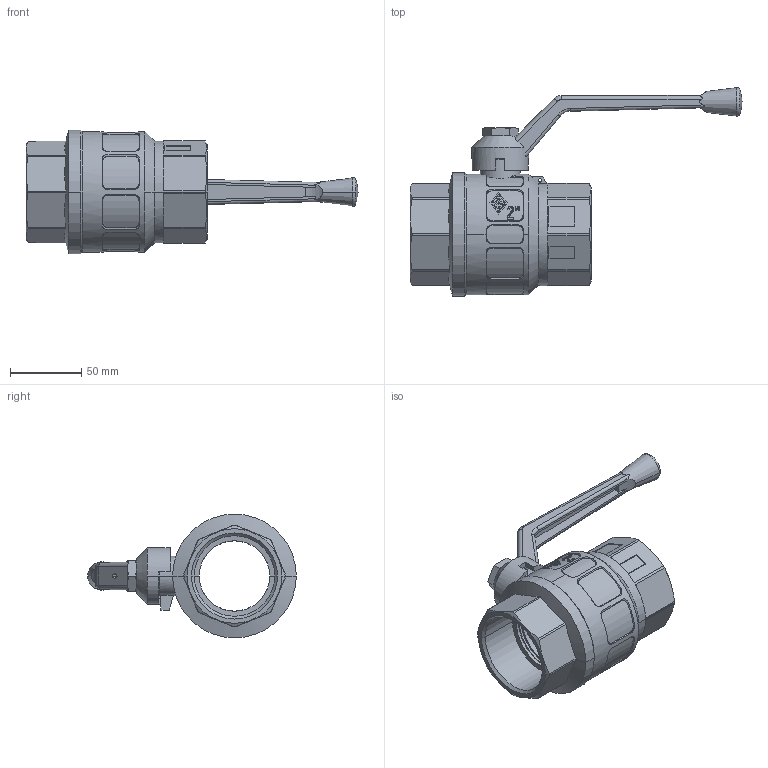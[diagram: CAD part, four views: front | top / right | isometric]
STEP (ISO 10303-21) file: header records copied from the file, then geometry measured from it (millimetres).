
FILE_DESCRIPTION(('Creo Elements/Direct Modeling STEP Export'),'2;1');
FILE_NAME('9010100000.stp','2014-09-30T11:37:36',(''),(''),'Creo Elements/Direct Modeling STEP processor for AP214 (Solid Model)','Creo Elements/Direct Modeling 17.0F 20-Aug-2012 (C) Parametric Technology GmbH','');
FILE_SCHEMA(('AUTOMOTIVE_DESIGN { 1 0 10303 214 1 1 1 1 }'));
Length unit declared in the file: millimetre
Products named in the file (2): 9010100000
Assembly tree (1 placements, depth 2):
  9010100000
    9010100000
Bounding box: 233.5 x 146.73 x 87 mm (x, y, z)
Volume: 353511.6 mm3; surface area: 78454.1 mm2
Topology: 1 solids, 1 shells, 602 faces, 1611 edges, 1048 vertices
Faces by surface type: plane 350, cone 99, cylinder 80, bspline 43, extrusion 18, torus 12
Entity records: 61166 total; most frequent: CARTESIAN_POINT 45844, ORIENTED_EDGE 3214, DIRECTION 2716, EDGE_CURVE 1607, VERTEX_POINT 1048, AXIS2_PLACEMENT_3D 1037, EDGE_LOOP 649, VECTOR 642
